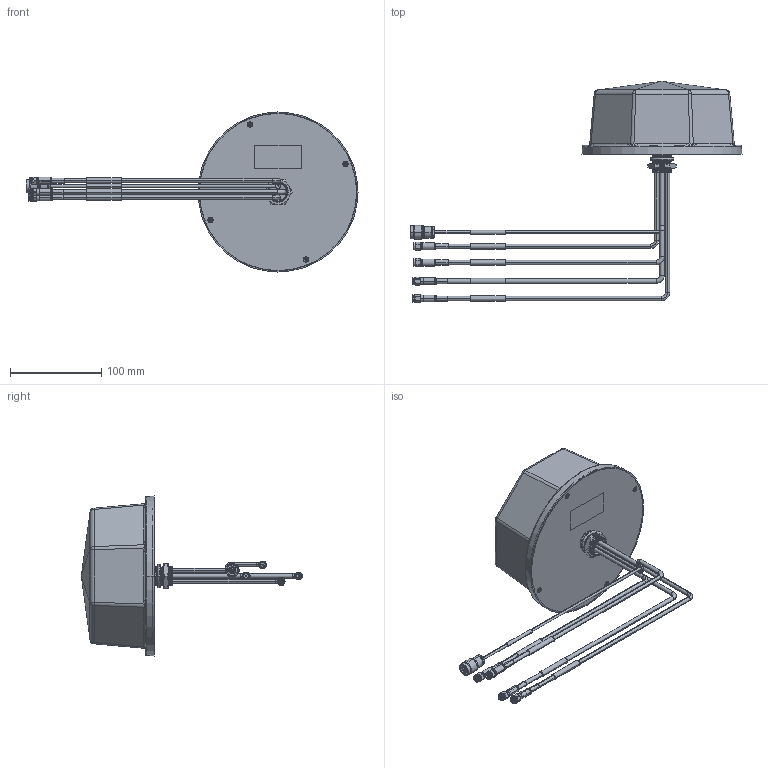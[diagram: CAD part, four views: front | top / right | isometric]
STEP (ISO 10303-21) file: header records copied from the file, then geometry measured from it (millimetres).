
FILE_DESCRIPTION (( 'STEP AP214' ), '1' );
FILE_NAME ('FMANOM1120_3D.step', '2023-08-04T22:33:16', ( '' ), ( '' ), 'SwSTEP 2.0', 'SolidWorks 2022', '' );
FILE_SCHEMA (( 'AUTOMOTIVE_DESIGN' ));
Length unit declared in the file: inch
Products named in the file (15): CB421YD_02^CB221YD_FMANOM1120; FMANOM1120_3D; PE4215-MA0^PE4215_CELLULAR_CB221YD_FMANOM1120; wires^CB221YD_FMANOM1120; KA3X10^CB221YD_FMANOM1120; LUOMU_M22^CB221YD_FMANOM1120; PE4215-MA1^PE4215_CELLULAR_CB221YD_FMANOM1120; CB221YD^FMANOM1120; PE4769_WI-FI^CB221YD_FMANOM1120; CB421YD_01^CB221YD_FMANOM1120; PE4215-MA2^PE4215_CELLULAR_CB221YD_FMANOM1120; CB441YD_01^CB221YD_FMANOM1120; O-26X3^CB221YD_FMANOM1120; PE4303^CB221YD_FMANOM1120; PE4215_CELLULAR^CB221YD_FMANOM1120_默认
Assembly tree (19 placements, depth 4):
  FMANOM1120_3D
    CB221YD^FMANOM1120
      CB441YD_01^CB221YD_FMANOM1120
      CB421YD_01^CB221YD_FMANOM1120
      CB421YD_02^CB221YD_FMANOM1120
      KA3X10^CB221YD_FMANOM1120  x4
      wires^CB221YD_FMANOM1120
      O-26X3^CB221YD_FMANOM1120
      LUOMU_M22^CB221YD_FMANOM1120
      PE4303^CB221YD_FMANOM1120
      PE4215_CELLULAR^CB221YD_FMANOM1120_默认  x2
        PE4215-MA0^PE4215_CELLULAR_CB221YD_FMANOM1120
        PE4215-MA1^PE4215_CELLULAR_CB221YD_FMANOM1120
        PE4215-MA2^PE4215_CELLULAR_CB221YD_FMANOM1120
      PE4769_WI-FI^CB221YD_FMANOM1120  x2
Bounding box: 363.09 x 242.05 x 175 mm (x, y, z)
Volume: 211922.4 mm3; surface area: 206198.5 mm2
Topology: 25 solids, 27 shells, 3905 faces, 8369 edges, 4564 vertices
Faces by surface type: bspline 2232, cylinder 893, plane 437, cone 261, torus 74, sphere 8
Entity records: 92051 total; most frequent: CARTESIAN_POINT 57311, ORIENTED_EDGE 9160, EDGE_CURVE 4580, DIRECTION 4090, VERTEX_POINT 2523, EDGE_LOOP 2203, FACE_OUTER_BOUND 2136, ADVANCED_FACE 2136
